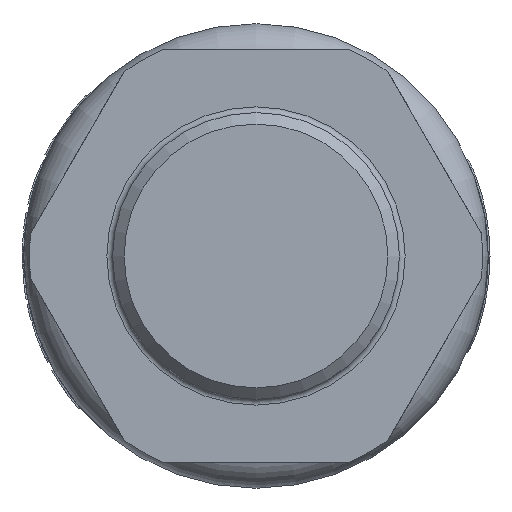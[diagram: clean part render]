
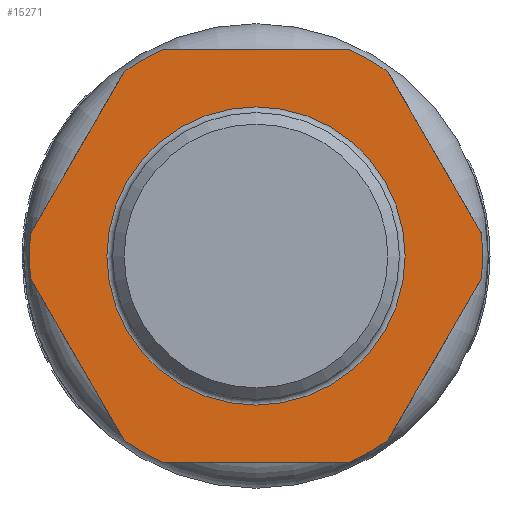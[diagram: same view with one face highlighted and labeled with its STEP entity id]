
A CAD part, left-side view. The second image highlights one B-rep face of the part: STEP entity #15271.
In plain terms, the highlighted planar face has unit normal (-1, 0, 0).
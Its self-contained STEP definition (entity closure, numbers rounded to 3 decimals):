
#544=LINE('',#21901,#1294);
#548=LINE('',#21910,#1298);
#551=LINE('',#21918,#1301);
#554=LINE('',#21927,#1304);
#557=LINE('',#21933,#1307);
#560=LINE('',#21938,#1310);
#1294=VECTOR('',#17832,10.);
#1298=VECTOR('',#17842,10.);
#1301=VECTOR('',#17851,10.);
#1304=VECTOR('',#17860,10.);
#1307=VECTOR('',#17865,10.);
#1310=VECTOR('',#17870,10.);
#2713=FACE_BOUND('',#3922,.T.);
#3017=FACE_OUTER_BOUND('',#3921,.T.);
#3921=EDGE_LOOP('',(#9489,#9490,#9491,#9492,#9493,#9494,#9495,#9496,#9497,
#9498,#9499,#9500));
#3922=EDGE_LOOP('',(#9501));
#4934=CIRCLE('',#16204,19.75);
#4935=CIRCLE('',#16207,19.75);
#4936=CIRCLE('',#16210,19.75);
#4937=CIRCLE('',#16215,19.75);
#4938=CIRCLE('',#16217,19.75);
#4939=CIRCLE('',#16219,19.75);
#4940=CIRCLE('',#16220,13.);
#5646=VERTEX_POINT('',#21898);
#5647=VERTEX_POINT('',#21900);
#5648=VERTEX_POINT('',#21904);
#5649=VERTEX_POINT('',#21908);
#5650=VERTEX_POINT('',#21912);
#5651=VERTEX_POINT('',#21916);
#5652=VERTEX_POINT('',#21920);
#5653=VERTEX_POINT('',#21924);
#5654=VERTEX_POINT('',#21926);
#5655=VERTEX_POINT('',#21930);
#5656=VERTEX_POINT('',#21932);
#5657=VERTEX_POINT('',#21936);
#5658=VERTEX_POINT('',#21945);
#7159=EDGE_CURVE('',#5647,#5646,#544,.T.);
#7162=EDGE_CURVE('',#5648,#5646,#4934,.T.);
#7164=EDGE_CURVE('',#5648,#5649,#548,.T.);
#7166=EDGE_CURVE('',#5650,#5649,#4935,.T.);
#7168=EDGE_CURVE('',#5650,#5651,#551,.T.);
#7170=EDGE_CURVE('',#5652,#5651,#4936,.T.);
#7172=EDGE_CURVE('',#5654,#5653,#554,.T.);
#7175=EDGE_CURVE('',#5656,#5655,#557,.T.);
#7178=EDGE_CURVE('',#5652,#5657,#560,.T.);
#7179=EDGE_CURVE('',#5647,#5655,#4937,.T.);
#7180=EDGE_CURVE('',#5654,#5657,#4938,.T.);
#7181=EDGE_CURVE('',#5656,#5653,#4939,.T.);
#7182=EDGE_CURVE('',#5658,#5658,#4940,.T.);
#9489=ORIENTED_EDGE('',*,*,#7172,.T.);
#9490=ORIENTED_EDGE('',*,*,#7181,.F.);
#9491=ORIENTED_EDGE('',*,*,#7175,.T.);
#9492=ORIENTED_EDGE('',*,*,#7179,.F.);
#9493=ORIENTED_EDGE('',*,*,#7159,.T.);
#9494=ORIENTED_EDGE('',*,*,#7162,.F.);
#9495=ORIENTED_EDGE('',*,*,#7164,.T.);
#9496=ORIENTED_EDGE('',*,*,#7166,.F.);
#9497=ORIENTED_EDGE('',*,*,#7168,.T.);
#9498=ORIENTED_EDGE('',*,*,#7170,.F.);
#9499=ORIENTED_EDGE('',*,*,#7178,.T.);
#9500=ORIENTED_EDGE('',*,*,#7180,.F.);
#9501=ORIENTED_EDGE('',*,*,#7182,.T.);
#13969=PLANE('',#16218);
#15271=ADVANCED_FACE('',(#3017,#2713),#13969,.T.);
#16204=AXIS2_PLACEMENT_3D('',#21906,#17837,#17838);
#16207=AXIS2_PLACEMENT_3D('',#21914,#17846,#17847);
#16210=AXIS2_PLACEMENT_3D('',#21922,#17855,#17856);
#16215=AXIS2_PLACEMENT_3D('',#21940,#17873,#17874);
#16217=AXIS2_PLACEMENT_3D('',#21942,#17877,#17878);
#16218=AXIS2_PLACEMENT_3D('',#21943,#17879,#17880);
#16219=AXIS2_PLACEMENT_3D('',#21944,#17881,#17882);
#16220=AXIS2_PLACEMENT_3D('',#21946,#17883,#17884);
#17832=DIRECTION('',(0.,0.5,-0.866));
#17837=DIRECTION('center_axis',(1.,0.,0.));
#17838=DIRECTION('ref_axis',(0.,-1.,0.));
#17842=DIRECTION('',(0.,-0.5,-0.866));
#17846=DIRECTION('center_axis',(1.,0.,0.));
#17847=DIRECTION('ref_axis',(0.,-1.,0.));
#17851=DIRECTION('',(0.,-1.,0.));
#17855=DIRECTION('center_axis',(1.,0.,0.));
#17856=DIRECTION('ref_axis',(0.,-1.,0.));
#17860=DIRECTION('',(0.,0.5,0.866));
#17865=DIRECTION('',(0.,1.,0.));
#17870=DIRECTION('',(0.,-0.5,0.866));
#17873=DIRECTION('center_axis',(1.,0.,0.));
#17874=DIRECTION('ref_axis',(0.,-1.,0.));
#17877=DIRECTION('center_axis',(1.,0.,0.));
#17878=DIRECTION('ref_axis',(0.,-1.,0.));
#17879=DIRECTION('center_axis',(-1.,0.,0.));
#17880=DIRECTION('ref_axis',(0.,1.,0.));
#17881=DIRECTION('center_axis',(1.,0.,0.));
#17882=DIRECTION('ref_axis',(0.,-1.,0.));
#17883=DIRECTION('center_axis',(1.,0.,0.));
#17884=DIRECTION('ref_axis',(0.,-1.,0.));
#21898=CARTESIAN_POINT('',(-50.65,19.652,1.961));
#21900=CARTESIAN_POINT('',(-50.65,11.525,16.039));
#21901=CARTESIAN_POINT('',(-50.65,17.832,5.113));
#21904=CARTESIAN_POINT('',(-50.65,19.652,-1.961));
#21906=CARTESIAN_POINT('Origin',(-50.65,0.,
0.));
#21908=CARTESIAN_POINT('',(-50.65,11.525,-16.039));
#21910=CARTESIAN_POINT('',(-50.65,13.344,-12.887));
#21912=CARTESIAN_POINT('',(-50.65,8.128,-18.));
#21914=CARTESIAN_POINT('Origin',(-50.65,0.,
0.));
#21916=CARTESIAN_POINT('',(-50.65,-8.128,-18.));
#21918=CARTESIAN_POINT('',(-50.65,4.064,-18.));
#21920=CARTESIAN_POINT('',(-50.65,-11.525,-16.039));
#21922=CARTESIAN_POINT('Origin',(-50.65,0.,
0.));
#21924=CARTESIAN_POINT('',(-50.65,-11.525,16.039));
#21926=CARTESIAN_POINT('',(-50.65,-19.652,1.961));
#21927=CARTESIAN_POINT('',(-50.65,-21.896,-1.926));
#21930=CARTESIAN_POINT('',(-50.65,8.128,18.));
#21932=CARTESIAN_POINT('',(-50.65,-8.128,18.));
#21933=CARTESIAN_POINT('',(-50.65,-4.064,18.));
#21936=CARTESIAN_POINT('',(-50.65,-19.652,-1.961));
#21938=CARTESIAN_POINT('',(-50.65,-9.28,-19.926));
#21940=CARTESIAN_POINT('Origin',(-50.65,0.,
0.));
#21942=CARTESIAN_POINT('Origin',(-50.65,0.,
0.));
#21943=CARTESIAN_POINT('Origin',(-50.65,0.,
-19.75));
#21944=CARTESIAN_POINT('Origin',(-50.65,0.,
0.));
#21945=CARTESIAN_POINT('',(-50.65,0.,-13.));
#21946=CARTESIAN_POINT('Origin',(-50.65,0.,
0.));
